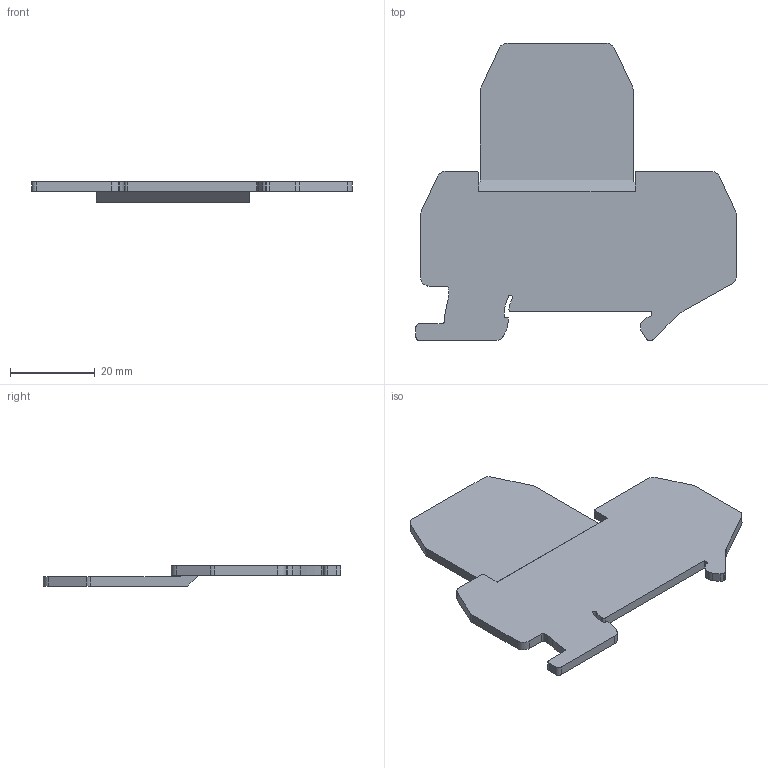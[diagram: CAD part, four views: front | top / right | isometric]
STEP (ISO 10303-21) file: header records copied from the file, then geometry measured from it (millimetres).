
FILE_DESCRIPTION(('OneSpaceDesigner STEP Export'),'2;1');
FILE_NAME('3047316_atp_uttb25_4_select.stp','2006-01-14T 8:39:23',(''),(''),'OneSpace Designer STEP processor for AP203 (Solid Model)','OneSpace Designer 13.01 05-Feb-2005 (C) CoCreate Software GmbH','');
FILE_SCHEMA(('CONFIG_CONTROL_DESIGN'));
Length unit declared in the file: millimetre
Products named in the file (2): 3047316_atp_uttb25_4_select
Assembly tree (1 placements, depth 2):
  3047316_atp_uttb25_4_select
    3047316_atp_uttb25_4_select
Bounding box: 75.45 x 70.05 x 4.78 mm (x, y, z)
Volume: 7888.7 mm3; surface area: 7802.4 mm2
Topology: 1 solids, 1 shells, 73 faces, 213 edges, 142 vertices
Faces by surface type: plane 37, cylinder 36
Entity records: 3028 total; most frequent: ORIENTED_EDGE 426, CARTESIAN_POINT 420, DIRECTION 416, EDGE_CURVE 213, VERTEX_POINT 142, VECTOR 140, LINE 140, AXIS2_PLACEMENT_3D 138
